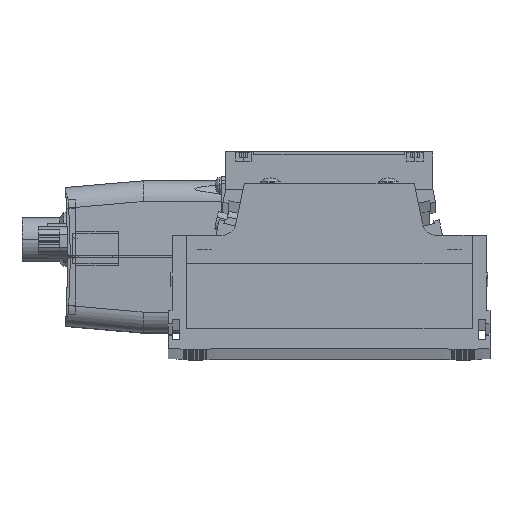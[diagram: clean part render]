
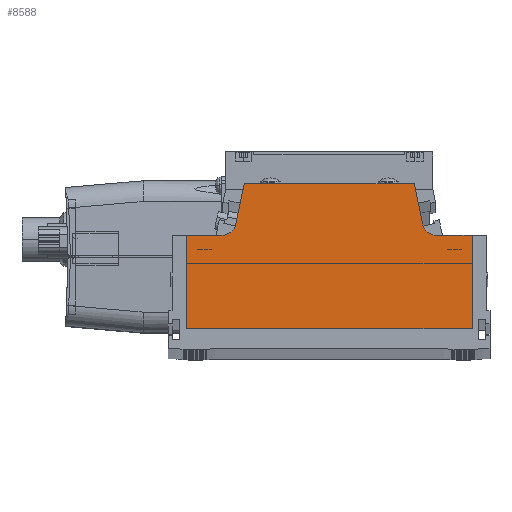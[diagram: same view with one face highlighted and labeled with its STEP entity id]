
A CAD part, top view. The second image highlights one B-rep face of the part: STEP entity #8588.
In plain terms, the highlighted planar face has unit normal (0, 0, 1).
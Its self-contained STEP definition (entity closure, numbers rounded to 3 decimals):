
#1048 = DIRECTION ( 'NONE',  ( 0., 0., -1. ) ) ;
#1130 = LINE ( 'NONE', #4604, #33981 ) ;
#2192 = LINE ( 'NONE', #20118, #23271 ) ;
#2336 = AXIS2_PLACEMENT_3D ( 'NONE', #29405, #6284, #20935 ) ;
#3162 = AXIS2_PLACEMENT_3D ( 'NONE', #11651, #23419, #5855 ) ;
#3398 = EDGE_CURVE ( 'NONE', #31714, #26247, #31328, .T. ) ;
#3652 = EDGE_CURVE ( 'NONE', #36584, #18004, #2192, .T. ) ;
#4038 = DIRECTION ( 'NONE',  ( -1., 0., 0. ) ) ;
#4351 = ORIENTED_EDGE ( 'NONE', *, *, #3652, .T. ) ;
#4604 = CARTESIAN_POINT ( 'NONE',  ( -26.797, 3., 1722.5 ) ) ;
#5068 = EDGE_CURVE ( 'NONE', #27716, #26599, #29625, .T. ) ;
#5176 = EDGE_CURVE ( 'NONE', #26602, #27716, #36479, .T. ) ;
#5310 = DIRECTION ( 'NONE',  ( 0., -1., 0. ) ) ;
#5855 = DIRECTION ( 'NONE',  ( -1., 0., 0. ) ) ;
#6284 = DIRECTION ( 'NONE',  ( 0., 0., -1. ) ) ;
#6541 = DIRECTION ( 'NONE',  ( 1., 0., 0. ) ) ;
#8141 = ORIENTED_EDGE ( 'NONE', *, *, #26194, .T. ) ;
#8588 = ADVANCED_FACE ( 'NONE', ( #18988 ), #10117, .F. ) ;
#8824 = CARTESIAN_POINT ( 'NONE',  ( 40., -23.13, 1722.5 ) ) ;
#8886 = CARTESIAN_POINT ( 'NONE',  ( -40., -23.13, 1722.5 ) ) ;
#9732 = CARTESIAN_POINT ( 'NONE',  ( -40., 84.488, 1722.5 ) ) ;
#10117 = PLANE ( 'NONE',  #23257 ) ;
#10765 = LINE ( 'NONE', #33881, #28867 ) ;
#11174 = CARTESIAN_POINT ( 'NONE',  ( -30.049, 3., 1722.5 ) ) ;
#11423 = VECTOR ( 'NONE', #26196, 1000. ) ;
#11492 = EDGE_CURVE ( 'NONE', #17582, #37085, #36024, .T. ) ;
#11651 = CARTESIAN_POINT ( 'NONE',  ( 30.049, 7., 1722.5 ) ) ;
#11652 = CARTESIAN_POINT ( 'NONE',  ( 40., 3., 1722.5 ) ) ;
#12223 = EDGE_CURVE ( 'NONE', #26602, #37380, #22669, .T. ) ;
#12985 = DIRECTION ( 'NONE',  ( -1., 0., 0. ) ) ;
#13079 = CARTESIAN_POINT ( 'NONE',  ( 26.133, 6.184, 1722.5 ) ) ;
#13861 = LINE ( 'NONE', #17533, #11423 ) ;
#14370 = CARTESIAN_POINT ( 'NONE',  ( 40., 84.488, 1722.5 ) ) ;
#16020 = LINE ( 'NONE', #21982, #34184 ) ;
#17533 = CARTESIAN_POINT ( 'NONE',  ( 23.784, 17.45, 1722.5 ) ) ;
#17582 = VERTEX_POINT ( 'NONE', #31655 ) ;
#18004 = VERTEX_POINT ( 'NONE', #8886 ) ;
#18686 = ORIENTED_EDGE ( 'NONE', *, *, #5176, .T. ) ;
#18988 = FACE_OUTER_BOUND ( 'NONE', #26962, .T. ) ;
#20068 = ORIENTED_EDGE ( 'NONE', *, *, #3398, .T. ) ;
#20118 = CARTESIAN_POINT ( 'NONE',  ( -40., 84.488, 1722.5 ) ) ;
#20935 = DIRECTION ( 'NONE',  ( -1., 0., 0. ) ) ;
#21982 = CARTESIAN_POINT ( 'NONE',  ( -40., 3., 1722.5 ) ) ;
#22232 = CARTESIAN_POINT ( 'NONE',  ( -40., 3., 1722.5 ) ) ;
#22669 = LINE ( 'NONE', #14370, #31645 ) ;
#23257 = AXIS2_PLACEMENT_3D ( 'NONE', #9732, #1048, #24011 ) ;
#23271 = VECTOR ( 'NONE', #37259, 1000. ) ;
#23419 = DIRECTION ( 'NONE',  ( 0., 0., -1. ) ) ;
#24011 = DIRECTION ( 'NONE',  ( -1., 0., 0. ) ) ;
#25409 = ORIENTED_EDGE ( 'NONE', *, *, #34613, .F. ) ;
#26194 = EDGE_CURVE ( 'NONE', #26247, #36584, #16020, .T. ) ;
#26196 = DIRECTION ( 'NONE',  ( 0.204, -0.979, 0. ) ) ;
#26206 = EDGE_CURVE ( 'NONE', #37085, #26599, #13861, .T. ) ;
#26247 = VERTEX_POINT ( 'NONE', #11174 ) ;
#26599 = VERTEX_POINT ( 'NONE', #13079 ) ;
#26602 = VERTEX_POINT ( 'NONE', #11652 ) ;
#26962 = EDGE_LOOP ( 'NONE', ( #37615, #18686, #36143, #31567, #37489, #38008, #20068, #8141, #4351, #25409 ) ) ;
#27174 = CARTESIAN_POINT ( 'NONE',  ( 23.784, 17.45, 1722.5 ) ) ;
#27575 = DIRECTION ( 'NONE',  ( -1., 0., 0. ) ) ;
#27716 = VERTEX_POINT ( 'NONE', #31158 ) ;
#28867 = VECTOR ( 'NONE', #4038, 1000. ) ;
#29106 = CARTESIAN_POINT ( 'NONE',  ( -40., 3., 1722.5 ) ) ;
#29405 = CARTESIAN_POINT ( 'NONE',  ( -30.049, 7., 1722.5 ) ) ;
#29482 = CARTESIAN_POINT ( 'NONE',  ( -26.133, 6.184, 1722.5 ) ) ;
#29625 = CIRCLE ( 'NONE', #3162, 4. ) ;
#30796 = DIRECTION ( 'NONE',  ( 0.204, 0.979, 0. ) ) ;
#30849 = VECTOR ( 'NONE', #12985, 1000. ) ;
#31158 = CARTESIAN_POINT ( 'NONE',  ( 30.049, 3., 1722.5 ) ) ;
#31328 = CIRCLE ( 'NONE', #2336, 4. ) ;
#31567 = ORIENTED_EDGE ( 'NONE', *, *, #26206, .F. ) ;
#31645 = VECTOR ( 'NONE', #5310, 1000. ) ;
#31655 = CARTESIAN_POINT ( 'NONE',  ( -23.784, 17.45, 1722.5 ) ) ;
#31714 = VERTEX_POINT ( 'NONE', #29482 ) ;
#33881 = CARTESIAN_POINT ( 'NONE',  ( -40., -23.13, 1722.5 ) ) ;
#33981 = VECTOR ( 'NONE', #30796, 1000. ) ;
#34184 = VECTOR ( 'NONE', #27575, 1000. ) ;
#34493 = EDGE_CURVE ( 'NONE', #31714, #17582, #1130, .T. ) ;
#34613 = EDGE_CURVE ( 'NONE', #37380, #18004, #10765, .T. ) ;
#36024 = LINE ( 'NONE', #38133, #37121 ) ;
#36143 = ORIENTED_EDGE ( 'NONE', *, *, #5068, .T. ) ;
#36479 = LINE ( 'NONE', #22232, #30849 ) ;
#36584 = VERTEX_POINT ( 'NONE', #29106 ) ;
#37085 = VERTEX_POINT ( 'NONE', #27174 ) ;
#37121 = VECTOR ( 'NONE', #6541, 1000. ) ;
#37259 = DIRECTION ( 'NONE',  ( 0., -1., 0. ) ) ;
#37380 = VERTEX_POINT ( 'NONE', #8824 ) ;
#37489 = ORIENTED_EDGE ( 'NONE', *, *, #11492, .F. ) ;
#37615 = ORIENTED_EDGE ( 'NONE', *, *, #12223, .F. ) ;
#38008 = ORIENTED_EDGE ( 'NONE', *, *, #34493, .F. ) ;
#38133 = CARTESIAN_POINT ( 'NONE',  ( -23.784, 17.45, 1722.5 ) ) ;
